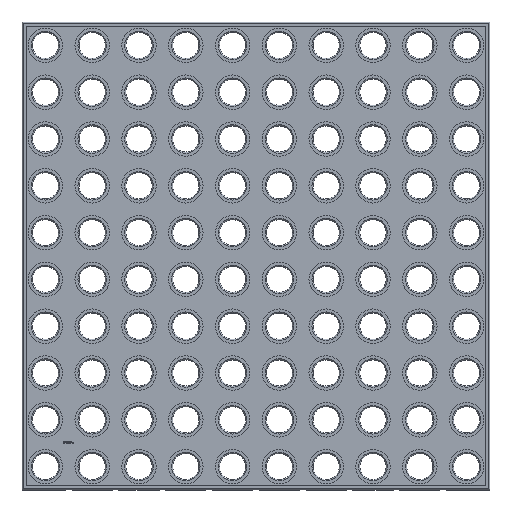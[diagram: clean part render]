
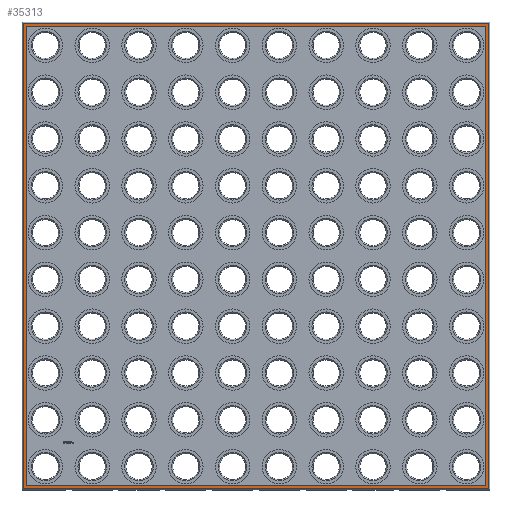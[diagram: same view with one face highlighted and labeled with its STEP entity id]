
A CAD part, top view. The second image highlights one B-rep face of the part: STEP entity #35313.
In plain terms, the highlighted planar face has unit normal (0, 0, 1).
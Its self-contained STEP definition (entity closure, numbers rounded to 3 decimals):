
#100 = PLANE('',#101);
#101 = AXIS2_PLACEMENT_3D('',#102,#103,#104);
#102 = CARTESIAN_POINT('',(-6.25,118.6,2.975));
#103 = DIRECTION('',(0.,0.707,0.707));
#104 = DIRECTION('',(-1.,0.,0.));
#6585 = PLANE('',#6586);
#6586 = AXIS2_PLACEMENT_3D('',#6587,#6588,#6589);
#6587 = CARTESIAN_POINT('',(118.6,118.75,2.975));
#6588 = DIRECTION('',(0.707,0.,0.707)
  );
#6589 = DIRECTION('',(0.,1.,0.));
#7635 = VERTEX_POINT('',#7636);
#7636 = CARTESIAN_POINT('',(-5.95,118.45,3.125));
#7650 = PLANE('',#7651);
#7651 = AXIS2_PLACEMENT_3D('',#7652,#7653,#7654);
#7652 = CARTESIAN_POINT('',(-6.1,-6.25,2.975));
#7653 = DIRECTION('',(-0.707,0.,0.707
    ));
#7654 = DIRECTION('',(0.,-1.,0.));
#7664 = VERTEX_POINT('',#7665);
#7665 = CARTESIAN_POINT('',(118.45,118.45,3.125));
#7686 = EDGE_CURVE('',#7635,#7664,#7687,.T.);
#7687 = SURFACE_CURVE('',#7688,(#7692,#7699),.PCURVE_S1.);
#7688 = LINE('',#7689,#7690);
#7689 = CARTESIAN_POINT('',(-6.25,118.45,3.125));
#7690 = VECTOR('',#7691,1.);
#7691 = DIRECTION('',(1.,0.,0.));
#7692 = PCURVE('',#100,#7693);
#7693 = DEFINITIONAL_REPRESENTATION('',(#7694),#7698);
#7694 = LINE('',#7695,#7696);
#7695 = CARTESIAN_POINT('',(0.,0.212));
#7696 = VECTOR('',#7697,1.);
#7697 = DIRECTION('',(-1.,0.));
#7698 = ( GEOMETRIC_REPRESENTATION_CONTEXT(2) 
PARAMETRIC_REPRESENTATION_CONTEXT() REPRESENTATION_CONTEXT('2D SPACE',''
  ) );
#7699 = PCURVE('',#7700,#7705);
#7700 = PLANE('',#7701);
#7701 = AXIS2_PLACEMENT_3D('',#7702,#7703,#7704);
#7702 = CARTESIAN_POINT('',(56.25,56.25,3.125));
#7703 = DIRECTION('',(0.,0.,1.));
#7704 = DIRECTION('',(1.,0.,0.));
#7705 = DEFINITIONAL_REPRESENTATION('',(#7706),#7710);
#7706 = LINE('',#7707,#7708);
#7707 = CARTESIAN_POINT('',(-62.5,62.2));
#7708 = VECTOR('',#7709,1.);
#7709 = DIRECTION('',(1.,0.));
#7710 = ( GEOMETRIC_REPRESENTATION_CONTEXT(2) 
PARAMETRIC_REPRESENTATION_CONTEXT() REPRESENTATION_CONTEXT('2D SPACE',''
  ) );
#34332 = PLANE('',#34333);
#34333 = AXIS2_PLACEMENT_3D('',#34334,#34335,#34336);
#34334 = CARTESIAN_POINT('',(118.75,-6.1,2.975));
#34335 = DIRECTION('',(0.,-0.707,0.707
    ));
#34336 = DIRECTION('',(-1.,0.,0.));
#35222 = VERTEX_POINT('',#35223);
#35223 = CARTESIAN_POINT('',(118.45,-5.95,3.125));
#35244 = EDGE_CURVE('',#7664,#35222,#35245,.T.);
#35245 = SURFACE_CURVE('',#35246,(#35250,#35257),.PCURVE_S1.);
#35246 = LINE('',#35247,#35248);
#35247 = CARTESIAN_POINT('',(118.45,118.75,3.125));
#35248 = VECTOR('',#35249,1.);
#35249 = DIRECTION('',(0.,-1.,0.));
#35250 = PCURVE('',#6585,#35251);
#35251 = DEFINITIONAL_REPRESENTATION('',(#35252),#35256);
#35252 = LINE('',#35253,#35254);
#35253 = CARTESIAN_POINT('',(0.,0.212));
#35254 = VECTOR('',#35255,1.);
#35255 = DIRECTION('',(-1.,0.));
#35256 = ( GEOMETRIC_REPRESENTATION_CONTEXT(2) 
PARAMETRIC_REPRESENTATION_CONTEXT() REPRESENTATION_CONTEXT('2D SPACE',''
  ) );
#35257 = PCURVE('',#7700,#35258);
#35258 = DEFINITIONAL_REPRESENTATION('',(#35259),#35263);
#35259 = LINE('',#35260,#35261);
#35260 = CARTESIAN_POINT('',(62.2,62.5));
#35261 = VECTOR('',#35262,1.);
#35262 = DIRECTION('',(0.,-1.));
#35263 = ( GEOMETRIC_REPRESENTATION_CONTEXT(2) 
PARAMETRIC_REPRESENTATION_CONTEXT() REPRESENTATION_CONTEXT('2D SPACE',''
  ) );
#35269 = VERTEX_POINT('',#35270);
#35270 = CARTESIAN_POINT('',(-5.95,-5.95,3.125));
#35293 = EDGE_CURVE('',#35269,#7635,#35294,.T.);
#35294 = SURFACE_CURVE('',#35295,(#35299,#35306),.PCURVE_S1.);
#35295 = LINE('',#35296,#35297);
#35296 = CARTESIAN_POINT('',(-5.95,-6.25,3.125));
#35297 = VECTOR('',#35298,1.);
#35298 = DIRECTION('',(0.,1.,0.));
#35299 = PCURVE('',#7650,#35300);
#35300 = DEFINITIONAL_REPRESENTATION('',(#35301),#35305);
#35301 = LINE('',#35302,#35303);
#35302 = CARTESIAN_POINT('',(0.,0.212));
#35303 = VECTOR('',#35304,1.);
#35304 = DIRECTION('',(-1.,0.));
#35305 = ( GEOMETRIC_REPRESENTATION_CONTEXT(2) 
PARAMETRIC_REPRESENTATION_CONTEXT() REPRESENTATION_CONTEXT('2D SPACE',''
  ) );
#35306 = PCURVE('',#7700,#35307);
#35307 = DEFINITIONAL_REPRESENTATION('',(#35308),#35312);
#35308 = LINE('',#35309,#35310);
#35309 = CARTESIAN_POINT('',(-62.2,-62.5));
#35310 = VECTOR('',#35311,1.);
#35311 = DIRECTION('',(0.,1.));
#35312 = ( GEOMETRIC_REPRESENTATION_CONTEXT(2) 
PARAMETRIC_REPRESENTATION_CONTEXT() REPRESENTATION_CONTEXT('2D SPACE',''
  ) );
#35313 = ADVANCED_FACE('',(#35314,#35340),#7700,.T.);
#35314 = FACE_BOUND('',#35315,.T.);
#35315 = EDGE_LOOP('',(#35316,#35337,#35338,#35339));
#35316 = ORIENTED_EDGE('',*,*,#35317,.F.);
#35317 = EDGE_CURVE('',#35222,#35269,#35318,.T.);
#35318 = SURFACE_CURVE('',#35319,(#35323,#35330),.PCURVE_S1.);
#35319 = LINE('',#35320,#35321);
#35320 = CARTESIAN_POINT('',(118.75,-5.95,3.125));
#35321 = VECTOR('',#35322,1.);
#35322 = DIRECTION('',(-1.,0.,0.));
#35323 = PCURVE('',#7700,#35324);
#35324 = DEFINITIONAL_REPRESENTATION('',(#35325),#35329);
#35325 = LINE('',#35326,#35327);
#35326 = CARTESIAN_POINT('',(62.5,-62.2));
#35327 = VECTOR('',#35328,1.);
#35328 = DIRECTION('',(-1.,0.));
#35329 = ( GEOMETRIC_REPRESENTATION_CONTEXT(2) 
PARAMETRIC_REPRESENTATION_CONTEXT() REPRESENTATION_CONTEXT('2D SPACE',''
  ) );
#35330 = PCURVE('',#34332,#35331);
#35331 = DEFINITIONAL_REPRESENTATION('',(#35332),#35336);
#35332 = LINE('',#35333,#35334);
#35333 = CARTESIAN_POINT('',(0.,-0.212));
#35334 = VECTOR('',#35335,1.);
#35335 = DIRECTION('',(1.,0.));
#35336 = ( GEOMETRIC_REPRESENTATION_CONTEXT(2) 
PARAMETRIC_REPRESENTATION_CONTEXT() REPRESENTATION_CONTEXT('2D SPACE',''
  ) );
#35337 = ORIENTED_EDGE('',*,*,#35244,.F.);
#35338 = ORIENTED_EDGE('',*,*,#7686,.F.);
#35339 = ORIENTED_EDGE('',*,*,#35293,.F.);
#35340 = FACE_BOUND('',#35341,.T.);
#35341 = EDGE_LOOP('',(#35342,#35372,#35400,#35428));
#35342 = ORIENTED_EDGE('',*,*,#35343,.T.);
#35343 = EDGE_CURVE('',#35344,#35346,#35348,.T.);
#35344 = VERTEX_POINT('',#35345);
#35345 = CARTESIAN_POINT('',(-5.15,-5.15,3.125));
#35346 = VERTEX_POINT('',#35347);
#35347 = CARTESIAN_POINT('',(-5.15,117.65,3.125));
#35348 = SURFACE_CURVE('',#35349,(#35353,#35360),.PCURVE_S1.);
#35349 = LINE('',#35350,#35351);
#35350 = CARTESIAN_POINT('',(-5.15,-5.15,3.125));
#35351 = VECTOR('',#35352,1.);
#35352 = DIRECTION('',(0.,1.,0.));
#35353 = PCURVE('',#7700,#35354);
#35354 = DEFINITIONAL_REPRESENTATION('',(#35355),#35359);
#35355 = LINE('',#35356,#35357);
#35356 = CARTESIAN_POINT('',(-61.4,-61.4));
#35357 = VECTOR('',#35358,1.);
#35358 = DIRECTION('',(0.,1.));
#35359 = ( GEOMETRIC_REPRESENTATION_CONTEXT(2) 
PARAMETRIC_REPRESENTATION_CONTEXT() REPRESENTATION_CONTEXT('2D SPACE',''
  ) );
#35360 = PCURVE('',#35361,#35366);
#35361 = PLANE('',#35362);
#35362 = AXIS2_PLACEMENT_3D('',#35363,#35364,#35365);
#35363 = CARTESIAN_POINT('',(-5.15,-5.15,3.125));
#35364 = DIRECTION('',(1.,0.,0.));
#35365 = DIRECTION('',(0.,1.,0.));
#35366 = DEFINITIONAL_REPRESENTATION('',(#35367),#35371);
#35367 = LINE('',#35368,#35369);
#35368 = CARTESIAN_POINT('',(0.,0.));
#35369 = VECTOR('',#35370,1.);
#35370 = DIRECTION('',(1.,0.));
#35371 = ( GEOMETRIC_REPRESENTATION_CONTEXT(2) 
PARAMETRIC_REPRESENTATION_CONTEXT() REPRESENTATION_CONTEXT('2D SPACE',''
  ) );
#35372 = ORIENTED_EDGE('',*,*,#35373,.T.);
#35373 = EDGE_CURVE('',#35346,#35374,#35376,.T.);
#35374 = VERTEX_POINT('',#35375);
#35375 = CARTESIAN_POINT('',(117.65,117.65,3.125));
#35376 = SURFACE_CURVE('',#35377,(#35381,#35388),.PCURVE_S1.);
#35377 = LINE('',#35378,#35379);
#35378 = CARTESIAN_POINT('',(-5.15,117.65,3.125));
#35379 = VECTOR('',#35380,1.);
#35380 = DIRECTION('',(1.,0.,0.));
#35381 = PCURVE('',#7700,#35382);
#35382 = DEFINITIONAL_REPRESENTATION('',(#35383),#35387);
#35383 = LINE('',#35384,#35385);
#35384 = CARTESIAN_POINT('',(-61.4,61.4));
#35385 = VECTOR('',#35386,1.);
#35386 = DIRECTION('',(1.,0.));
#35387 = ( GEOMETRIC_REPRESENTATION_CONTEXT(2) 
PARAMETRIC_REPRESENTATION_CONTEXT() REPRESENTATION_CONTEXT('2D SPACE',''
  ) );
#35388 = PCURVE('',#35389,#35394);
#35389 = PLANE('',#35390);
#35390 = AXIS2_PLACEMENT_3D('',#35391,#35392,#35393);
#35391 = CARTESIAN_POINT('',(-5.15,117.65,3.125));
#35392 = DIRECTION('',(0.,-1.,0.));
#35393 = DIRECTION('',(1.,0.,0.));
#35394 = DEFINITIONAL_REPRESENTATION('',(#35395),#35399);
#35395 = LINE('',#35396,#35397);
#35396 = CARTESIAN_POINT('',(0.,0.));
#35397 = VECTOR('',#35398,1.);
#35398 = DIRECTION('',(1.,0.));
#35399 = ( GEOMETRIC_REPRESENTATION_CONTEXT(2) 
PARAMETRIC_REPRESENTATION_CONTEXT() REPRESENTATION_CONTEXT('2D SPACE',''
  ) );
#35400 = ORIENTED_EDGE('',*,*,#35401,.T.);
#35401 = EDGE_CURVE('',#35374,#35402,#35404,.T.);
#35402 = VERTEX_POINT('',#35403);
#35403 = CARTESIAN_POINT('',(117.65,-5.15,3.125));
#35404 = SURFACE_CURVE('',#35405,(#35409,#35416),.PCURVE_S1.);
#35405 = LINE('',#35406,#35407);
#35406 = CARTESIAN_POINT('',(117.65,117.65,3.125));
#35407 = VECTOR('',#35408,1.);
#35408 = DIRECTION('',(0.,-1.,0.));
#35409 = PCURVE('',#7700,#35410);
#35410 = DEFINITIONAL_REPRESENTATION('',(#35411),#35415);
#35411 = LINE('',#35412,#35413);
#35412 = CARTESIAN_POINT('',(61.4,61.4));
#35413 = VECTOR('',#35414,1.);
#35414 = DIRECTION('',(0.,-1.));
#35415 = ( GEOMETRIC_REPRESENTATION_CONTEXT(2) 
PARAMETRIC_REPRESENTATION_CONTEXT() REPRESENTATION_CONTEXT('2D SPACE',''
  ) );
#35416 = PCURVE('',#35417,#35422);
#35417 = PLANE('',#35418);
#35418 = AXIS2_PLACEMENT_3D('',#35419,#35420,#35421);
#35419 = CARTESIAN_POINT('',(117.65,117.65,3.125));
#35420 = DIRECTION('',(-1.,0.,0.));
#35421 = DIRECTION('',(0.,-1.,0.));
#35422 = DEFINITIONAL_REPRESENTATION('',(#35423),#35427);
#35423 = LINE('',#35424,#35425);
#35424 = CARTESIAN_POINT('',(0.,0.));
#35425 = VECTOR('',#35426,1.);
#35426 = DIRECTION('',(1.,0.));
#35427 = ( GEOMETRIC_REPRESENTATION_CONTEXT(2) 
PARAMETRIC_REPRESENTATION_CONTEXT() REPRESENTATION_CONTEXT('2D SPACE',''
  ) );
#35428 = ORIENTED_EDGE('',*,*,#35429,.T.);
#35429 = EDGE_CURVE('',#35402,#35344,#35430,.T.);
#35430 = SURFACE_CURVE('',#35431,(#35435,#35442),.PCURVE_S1.);
#35431 = LINE('',#35432,#35433);
#35432 = CARTESIAN_POINT('',(117.65,-5.15,3.125));
#35433 = VECTOR('',#35434,1.);
#35434 = DIRECTION('',(-1.,0.,0.));
#35435 = PCURVE('',#7700,#35436);
#35436 = DEFINITIONAL_REPRESENTATION('',(#35437),#35441);
#35437 = LINE('',#35438,#35439);
#35438 = CARTESIAN_POINT('',(61.4,-61.4));
#35439 = VECTOR('',#35440,1.);
#35440 = DIRECTION('',(-1.,0.));
#35441 = ( GEOMETRIC_REPRESENTATION_CONTEXT(2) 
PARAMETRIC_REPRESENTATION_CONTEXT() REPRESENTATION_CONTEXT('2D SPACE',''
  ) );
#35442 = PCURVE('',#35443,#35448);
#35443 = PLANE('',#35444);
#35444 = AXIS2_PLACEMENT_3D('',#35445,#35446,#35447);
#35445 = CARTESIAN_POINT('',(117.65,-5.15,3.125));
#35446 = DIRECTION('',(0.,1.,0.));
#35447 = DIRECTION('',(-1.,0.,0.));
#35448 = DEFINITIONAL_REPRESENTATION('',(#35449),#35453);
#35449 = LINE('',#35450,#35451);
#35450 = CARTESIAN_POINT('',(0.,0.));
#35451 = VECTOR('',#35452,1.);
#35452 = DIRECTION('',(1.,0.));
#35453 = ( GEOMETRIC_REPRESENTATION_CONTEXT(2) 
PARAMETRIC_REPRESENTATION_CONTEXT() REPRESENTATION_CONTEXT('2D SPACE',''
  ) );
